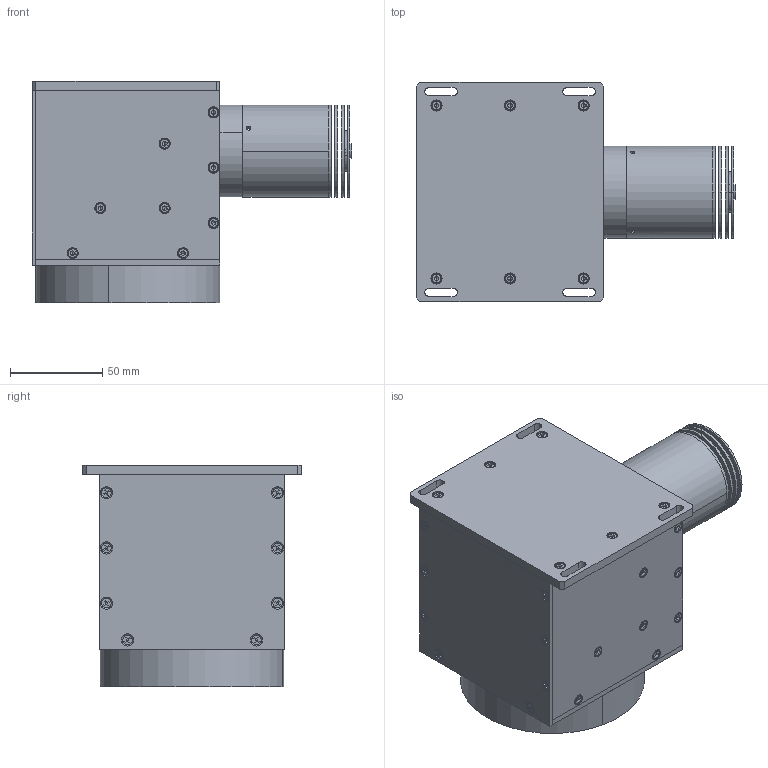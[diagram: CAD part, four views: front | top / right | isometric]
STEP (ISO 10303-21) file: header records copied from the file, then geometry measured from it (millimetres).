
FILE_DESCRIPTION (( 'STEP AP203' ), '1' );
FILE_NAME ('XF-PTI080-L90-(C) V6.STEP', '2022-10-10T07:42:45', ( '' ), ( '' ), 'SwSTEP 2.0', 'SolidWorks 2018', '' );
FILE_SCHEMA (( 'CONFIG_CONTROL_DESIGN' ));
Length unit declared in the file: millimetre
Products named in the file (1): XF-PTI080-L90-(C) V6
Bounding box: 173.61 x 119 x 120.5 mm (x, y, z)
Surface area: 113635.6 mm2 (no closed solid volume)
Topology: 0 solids, 60 shells, 614 faces, 1895 edges, 1236 vertices
Faces by surface type: plane 362, cylinder 136, cone 64, torus 50, sphere 2
Entity records: 20899 total; most frequent: CARTESIAN_POINT 3928, DIRECTION 3735, ORIENTED_EDGE 3050, EDGE_CURVE 1849, AXIS2_PLACEMENT_3D 1283, VERTEX_POINT 1236, VECTOR 1169, LINE 1169
